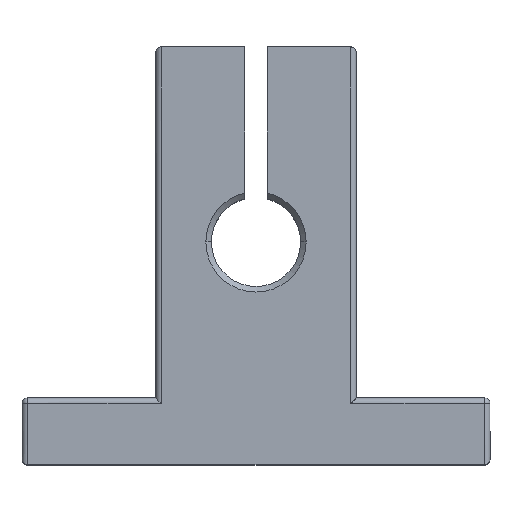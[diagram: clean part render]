
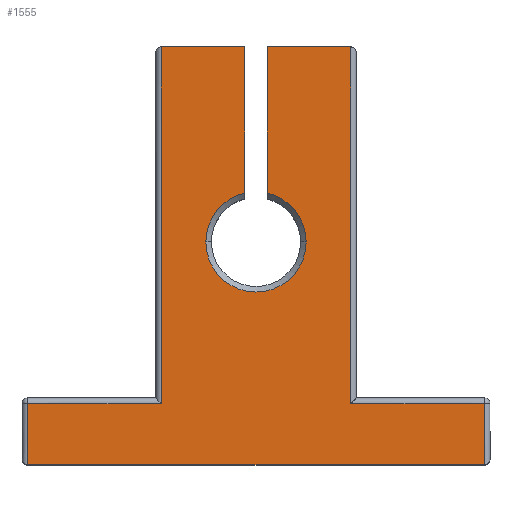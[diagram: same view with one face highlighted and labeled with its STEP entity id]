
A CAD part, top view. The second image highlights one B-rep face of the part: STEP entity #1555.
In plain terms, the highlighted planar face has unit normal (0, 0, 1).
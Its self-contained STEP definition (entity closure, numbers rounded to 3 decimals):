
#48 = CARTESIAN_POINT ( 'NONE',  ( 8.5, 34.5, 7. ) ) ;
#51 = CARTESIAN_POINT ( 'NONE',  ( -1., 34.5, 7. ) ) ;
#76 = ORIENTED_EDGE ( 'NONE', *, *, #777, .T. ) ;
#87 = EDGE_CURVE ( 'NONE', #340, #923, #1163, .T. ) ;
#94 = ORIENTED_EDGE ( 'NONE', *, *, #1686, .T. ) ;
#128 = DIRECTION ( 'NONE',  ( 0., -1., 0. ) ) ;
#144 = CARTESIAN_POINT ( 'NONE',  ( 0., 17., 7. ) ) ;
#149 = DIRECTION ( 'NONE',  ( 1., 0., 0. ) ) ;
#156 = DIRECTION ( 'NONE',  ( 0., -1., 0. ) ) ;
#157 = EDGE_CURVE ( 'NONE', #1074, #340, #960, .T. ) ;
#187 = CARTESIAN_POINT ( 'NONE',  ( 1., 21.387, 7. ) ) ;
#197 = VECTOR ( 'NONE', #257, 1000. ) ;
#200 = VECTOR ( 'NONE', #128, 1000. ) ;
#212 = EDGE_LOOP ( 'NONE', ( #1811, #595, #1701, #1049, #628, #252, #94, #76, #533, #1814, #882, #1237, #1576, #279 ) ) ;
#217 = LINE ( 'NONE', #1790, #197 ) ;
#221 = LINE ( 'NONE', #372, #742 ) ;
#249 = VECTOR ( 'NONE', #310, 1000. ) ;
#252 = ORIENTED_EDGE ( 'NONE', *, *, #513, .T. ) ;
#257 = DIRECTION ( 'NONE',  ( -1., 0., 0. ) ) ;
#279 = ORIENTED_EDGE ( 'NONE', *, *, #373, .T. ) ;
#287 = VECTOR ( 'NONE', #1283, 1000. ) ;
#310 = DIRECTION ( 'NONE',  ( 0., 1., 0. ) ) ;
#322 = VERTEX_POINT ( 'NONE', #1538 ) ;
#328 = EDGE_CURVE ( 'NONE', #923, #1737, #1803, .T. ) ;
#339 = CARTESIAN_POINT ( 'NONE',  ( -20.5, -3., 7. ) ) ;
#340 = VERTEX_POINT ( 'NONE', #572 ) ;
#372 = CARTESIAN_POINT ( 'NONE',  ( -20.5, -3., 7. ) ) ;
#373 = EDGE_CURVE ( 'NONE', #986, #942, #490, .T. ) ;
#410 = EDGE_CURVE ( 'NONE', #463, #992, #1186, .T. ) ;
#421 = LINE ( 'NONE', #51, #287 ) ;
#424 = DIRECTION ( 'NONE',  ( -1., 0., 0. ) ) ;
#429 = DIRECTION ( 'NONE',  ( 0., 0., -1. ) ) ;
#431 = CARTESIAN_POINT ( 'NONE',  ( -8.5, 2.5, 7. ) ) ;
#434 = CARTESIAN_POINT ( 'NONE',  ( 0., 17., 7. ) ) ;
#463 = VERTEX_POINT ( 'NONE', #722 ) ;
#490 = LINE ( 'NONE', #1675, #592 ) ;
#505 = FACE_OUTER_BOUND ( 'NONE', #212, .T. ) ;
#513 = EDGE_CURVE ( 'NONE', #1737, #861, #767, .T. ) ;
#533 = ORIENTED_EDGE ( 'NONE', *, *, #1696, .T. ) ;
#543 = DIRECTION ( 'NONE',  ( 1., 0., 0. ) ) ;
#572 = CARTESIAN_POINT ( 'NONE',  ( 20.5, -3., 7. ) ) ;
#592 = VECTOR ( 'NONE', #156, 1000. ) ;
#595 = ORIENTED_EDGE ( 'NONE', *, *, #1260, .T. ) ;
#600 = CARTESIAN_POINT ( 'NONE',  ( 4.5, 17., 7. ) ) ;
#628 = ORIENTED_EDGE ( 'NONE', *, *, #328, .T. ) ;
#640 = DIRECTION ( 'NONE',  ( 0., 0., 1. ) ) ;
#722 = CARTESIAN_POINT ( 'NONE',  ( -4.5, 17., 7. ) ) ;
#742 = VECTOR ( 'NONE', #1211, 1000. ) ;
#764 = PLANE ( 'NONE',  #1238 ) ;
#767 = LINE ( 'NONE', #48, #249 ) ;
#777 = EDGE_CURVE ( 'NONE', #322, #1047, #1112, .T. ) ;
#784 = DIRECTION ( 'NONE',  ( 0., 1., 0. ) ) ;
#827 = VECTOR ( 'NONE', #1594, 1000. ) ;
#861 = VERTEX_POINT ( 'NONE', #1556 ) ;
#882 = ORIENTED_EDGE ( 'NONE', *, *, #410, .T. ) ;
#914 = CARTESIAN_POINT ( 'NONE',  ( 0., 17., 7. ) ) ;
#923 = VERTEX_POINT ( 'NONE', #1279 ) ;
#925 = EDGE_CURVE ( 'NONE', #1066, #463, #1627, .T. ) ;
#942 = VERTEX_POINT ( 'NONE', #431 ) ;
#960 = LINE ( 'NONE', #1726, #827 ) ;
#986 = VERTEX_POINT ( 'NONE', #1137 ) ;
#992 = VERTEX_POINT ( 'NONE', #1565 ) ;
#1047 = VERTEX_POINT ( 'NONE', #187 ) ;
#1049 = ORIENTED_EDGE ( 'NONE', *, *, #87, .T. ) ;
#1058 = EDGE_CURVE ( 'NONE', #992, #1374, #421, .T. ) ;
#1066 = VERTEX_POINT ( 'NONE', #600 ) ;
#1072 = DIRECTION ( 'NONE',  ( -1., 0., 0. ) ) ;
#1074 = VERTEX_POINT ( 'NONE', #339 ) ;
#1094 = CARTESIAN_POINT ( 'NONE',  ( -20.5, 2.5, 7. ) ) ;
#1112 = LINE ( 'NONE', #1227, #200 ) ;
#1137 = CARTESIAN_POINT ( 'NONE',  ( -8.5, 34.5, 7. ) ) ;
#1163 = LINE ( 'NONE', #1345, #1629 ) ;
#1186 = CIRCLE ( 'NONE', #1770, 4.5 ) ;
#1211 = DIRECTION ( 'NONE',  ( 0., -1., 0. ) ) ;
#1222 = CIRCLE ( 'NONE', #1295, 4.5 ) ;
#1225 = LINE ( 'NONE', #1229, #1495 ) ;
#1227 = CARTESIAN_POINT ( 'NONE',  ( 1., 34.5, 7. ) ) ;
#1229 = CARTESIAN_POINT ( 'NONE',  ( -21., 2.5, 7. ) ) ;
#1237 = ORIENTED_EDGE ( 'NONE', *, *, #1058, .T. ) ;
#1238 = AXIS2_PLACEMENT_3D ( 'NONE', #914, #640, #1762 ) ;
#1248 = CARTESIAN_POINT ( 'NONE',  ( 8.5, 2.5, 7. ) ) ;
#1260 = EDGE_CURVE ( 'NONE', #1724, #1074, #221, .T. ) ;
#1268 = DIRECTION ( 'NONE',  ( 0., 0., -1. ) ) ;
#1279 = CARTESIAN_POINT ( 'NONE',  ( 20.5, 2.5, 7. ) ) ;
#1283 = DIRECTION ( 'NONE',  ( 0., 1., 0. ) ) ;
#1295 = AXIS2_PLACEMENT_3D ( 'NONE', #1383, #429, #543 ) ;
#1314 = EDGE_CURVE ( 'NONE', #942, #1724, #1225, .T. ) ;
#1345 = CARTESIAN_POINT ( 'NONE',  ( 20.5, 3., 7. ) ) ;
#1374 = VERTEX_POINT ( 'NONE', #1380 ) ;
#1380 = CARTESIAN_POINT ( 'NONE',  ( -1., 34.5, 7. ) ) ;
#1383 = CARTESIAN_POINT ( 'NONE',  ( 0., 17., 7. ) ) ;
#1385 = AXIS2_PLACEMENT_3D ( 'NONE', #144, #1704, #149 ) ;
#1405 = DIRECTION ( 'NONE',  ( -1., 0., 0. ) ) ;
#1436 = VECTOR ( 'NONE', #1405, 1000. ) ;
#1495 = VECTOR ( 'NONE', #1072, 1000. ) ;
#1538 = CARTESIAN_POINT ( 'NONE',  ( 1., 34.5, 7. ) ) ;
#1555 = ADVANCED_FACE ( 'NONE', ( #505 ), #764, .T. ) ;
#1556 = CARTESIAN_POINT ( 'NONE',  ( 8.5, 34.5, 7. ) ) ;
#1565 = CARTESIAN_POINT ( 'NONE',  ( -1., 21.387, 7. ) ) ;
#1576 = ORIENTED_EDGE ( 'NONE', *, *, #1787, .T. ) ;
#1594 = DIRECTION ( 'NONE',  ( 1., 0., 0. ) ) ;
#1627 = CIRCLE ( 'NONE', #1385, 4.5 ) ;
#1629 = VECTOR ( 'NONE', #784, 1000. ) ;
#1644 = LINE ( 'NONE', #1818, #1729 ) ;
#1675 = CARTESIAN_POINT ( 'NONE',  ( -8.5, 3., 7. ) ) ;
#1686 = EDGE_CURVE ( 'NONE', #861, #322, #217, .T. ) ;
#1690 = CARTESIAN_POINT ( 'NONE',  ( 9., 2.5, 7. ) ) ;
#1696 = EDGE_CURVE ( 'NONE', #1047, #1066, #1222, .T. ) ;
#1701 = ORIENTED_EDGE ( 'NONE', *, *, #157, .T. ) ;
#1704 = DIRECTION ( 'NONE',  ( 0., 0., -1. ) ) ;
#1724 = VERTEX_POINT ( 'NONE', #1094 ) ;
#1726 = CARTESIAN_POINT ( 'NONE',  ( 21., -3., 7. ) ) ;
#1729 = VECTOR ( 'NONE', #424, 1000. ) ;
#1737 = VERTEX_POINT ( 'NONE', #1248 ) ;
#1762 = DIRECTION ( 'NONE',  ( 1., 0., 0. ) ) ;
#1770 = AXIS2_PLACEMENT_3D ( 'NONE', #434, #1268, #1820 ) ;
#1787 = EDGE_CURVE ( 'NONE', #1374, #986, #1644, .T. ) ;
#1790 = CARTESIAN_POINT ( 'NONE',  ( 1., 34.5, 7. ) ) ;
#1803 = LINE ( 'NONE', #1690, #1436 ) ;
#1811 = ORIENTED_EDGE ( 'NONE', *, *, #1314, .T. ) ;
#1814 = ORIENTED_EDGE ( 'NONE', *, *, #925, .T. ) ;
#1818 = CARTESIAN_POINT ( 'NONE',  ( -9., 34.5, 7. ) ) ;
#1820 = DIRECTION ( 'NONE',  ( 1., 0., 0. ) ) ;
